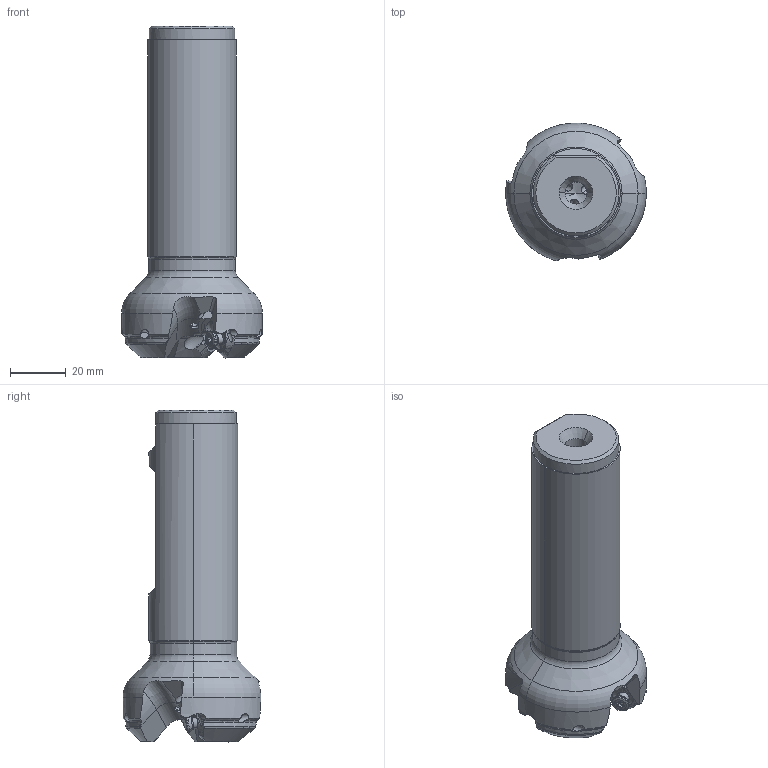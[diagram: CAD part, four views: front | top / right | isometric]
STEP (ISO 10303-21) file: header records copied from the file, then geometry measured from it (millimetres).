
FILE_DESCRIPTION(/* description */ (''),/* implementation_level */ '2;1');
FILE_NAME(/* name */ 'WSX445UR2403FA20M.stp',/* time_stamp */ '2025-07-03T15:45:20+09:00',/* author */ (''),/* organization */ (''),/* preprocessor_version */ 'ST-DEVELOPER v18.101',/* originating_system */ 'SIEMENS PLM Software NX 2011',/* authorisation */ '');
FILE_SCHEMA (('AUTOMOTIVE_DESIGN { 1 0 10303 214 3 1 1 1 }'));
Length unit declared in the file: millimetre
Products named in the file (1): WSX445UR2403FA20M_ASM
Bounding box: 50.34 x 49.35 x 118.9 mm (x, y, z)
Volume: 98132.2 mm3; surface area: 20203.1 mm2
Topology: 4 solids, 4 shells, 475 faces, 1331 edges, 856 vertices
Faces by surface type: cylinder 180, torus 105, plane 102, cone 37, bspline 24, sphere 15, extrusion 12
Entity records: 19761 total; most frequent: CARTESIAN_POINT 8447, ORIENTED_EDGE 2634, DIRECTION 1962, EDGE_CURVE 1317, VERTEX_POINT 850, AXIS2_PLACEMENT_3D 810, B_SPLINE_CURVE_WITH_KNOTS 648, EDGE_LOOP 487
